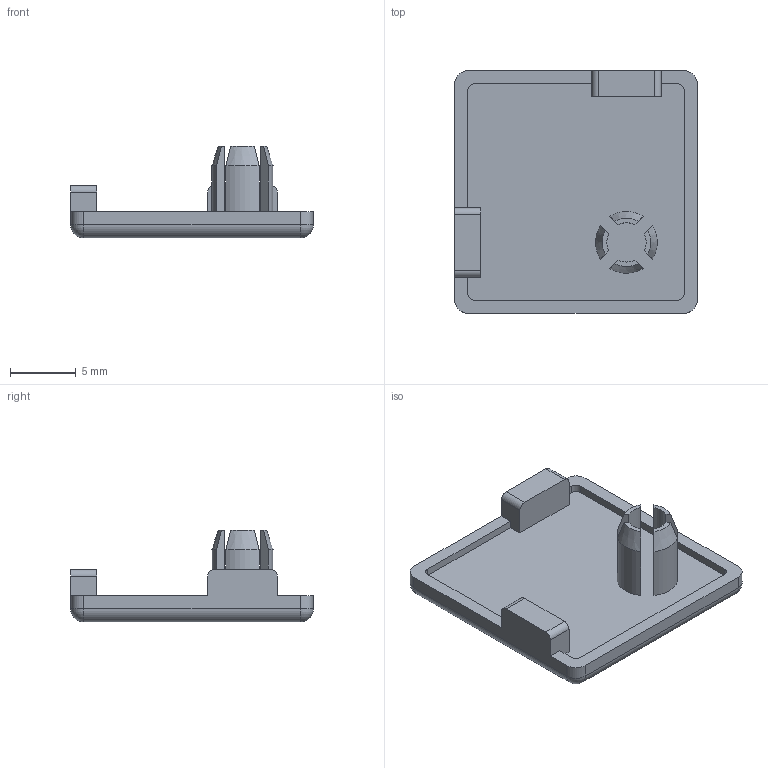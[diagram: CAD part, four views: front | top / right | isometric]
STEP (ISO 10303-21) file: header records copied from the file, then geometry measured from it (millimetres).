
FILE_DESCRIPTION(/* description */ ('Abdeckkappe 19x19 grau'),/* implementation_level */ '2;1');
FILE_NAME(/* name */ '221031-1.step',/* time_stamp */ '2021-08-27T14:22:55+02:00',/* author */ ('Praktikum'),/* organization */ (''),/* preprocessor_version */ 'ST-DEVELOPER v18.1',/* originating_system */ 'Autodesk Inventor 2021',/* authorisation */ '');
FILE_SCHEMA (('AUTOMOTIVE_DESIGN { 1 0 10303 214 3 1 1 }'));
Length unit declared in the file: millimetre
Products named in the file (1): 22-1031-1FZ.000
Bounding box: 18.5 x 18.5 x 7 mm (x, y, z)
Volume: 587.4 mm3; surface area: 1013.9 mm2
Topology: 1 solids, 1 shells, 66 faces, 172 edges, 108 vertices
Faces by surface type: plane 34, cylinder 24, cone 4, sphere 4
Entity records: 2021 total; most frequent: CARTESIAN_POINT 359, DIRECTION 346, ORIENTED_EDGE 336, EDGE_CURVE 168, AXIS2_PLACEMENT_3D 119, LINE 108, VECTOR 108, VERTEX_POINT 108
